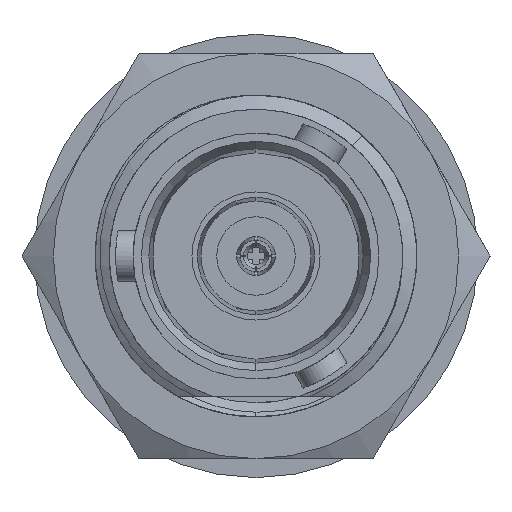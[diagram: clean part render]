
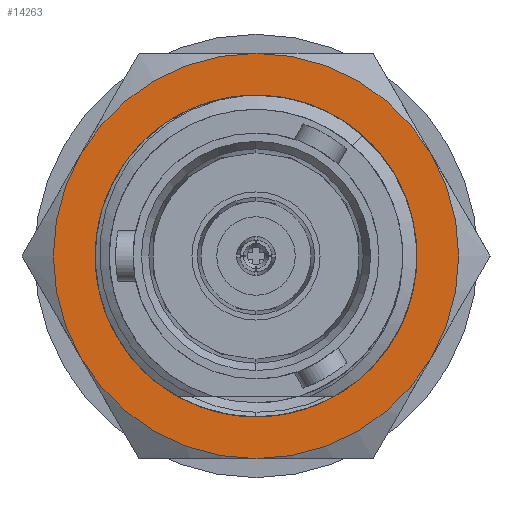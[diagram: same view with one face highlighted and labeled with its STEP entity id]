
A CAD part, left-side view. The second image highlights one B-rep face of the part: STEP entity #14263.
In plain terms, the highlighted face is planar.
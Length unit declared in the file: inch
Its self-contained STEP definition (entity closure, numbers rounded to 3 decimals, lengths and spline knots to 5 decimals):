
#850 = EDGE_CURVE ( 'NONE', #28780, #12644, #28018, .T. ) ;
#939 = CARTESIAN_POINT ( 'NONE',  ( 0.04921, -0.16474, -0.18805 ) ) ;
#2234 = DIRECTION ( 'NONE',  ( -1., 0., 0. ) ) ;
#2573 = CIRCLE ( 'NONE', #28655, 0.25 ) ;
#2577 = CARTESIAN_POINT ( 'NONE',  ( 0.04921, 0., 0. ) ) ;
#2621 = EDGE_CURVE ( 'NONE', #8336, #7195, #9583, .T. ) ;
#3098 = AXIS2_PLACEMENT_3D ( 'NONE', #13134, #22870, #20653 ) ;
#3246 = DIRECTION ( 'NONE',  ( 0., 0., 1. ) ) ;
#3269 = VERTEX_POINT ( 'NONE', #27425 ) ;
#3890 = EDGE_CURVE ( 'NONE', #25412, #8336, #30276, .T. ) ;
#3902 = CARTESIAN_POINT ( 'NONE',  ( 0.04921, 0., 0. ) ) ;
#4074 = ORIENTED_EDGE ( 'NONE', *, *, #2621, .F. ) ;
#4269 = VERTEX_POINT ( 'NONE', #13588 ) ;
#4277 = CARTESIAN_POINT ( 'NONE',  ( 0.04921, 0., -0.31496 ) ) ;
#4976 = CARTESIAN_POINT ( 'NONE',  ( 0.04921, -0.27276, 0.15748 ) ) ;
#5052 = CARTESIAN_POINT ( 'NONE',  ( 0.04921, 0.27276, 0.15748 ) ) ;
#5733 = CARTESIAN_POINT ( 'NONE',  ( 0.04921, -0.23757, -0.07843 ) ) ;
#5974 = ORIENTED_EDGE ( 'NONE', *, *, #8834, .T. ) ;
#6068 = CARTESIAN_POINT ( 'NONE',  ( 0.04921, -0.19204, -0.16119 ) ) ;
#6297 = ORIENTED_EDGE ( 'NONE', *, *, #10176, .F. ) ;
#6313 = CIRCLE ( 'NONE', #12301, 0.25 ) ;
#7195 = VERTEX_POINT ( 'NONE', #5052 ) ;
#7284 = CARTESIAN_POINT ( 'NONE',  ( 0.04921, 0., 0. ) ) ;
#7532 = CIRCLE ( 'NONE', #11840, 0.25 ) ;
#7651 = DIRECTION ( 'NONE',  ( -1., 0., 0. ) ) ;
#7862 = PLANE ( 'NONE',  #3098 ) ;
#8287 = CARTESIAN_POINT ( 'NONE',  ( 0.04921, 0., 0. ) ) ;
#8294 = CARTESIAN_POINT ( 'NONE',  ( 0.04921, -0.17913, -0.17544 ) ) ;
#8336 = VERTEX_POINT ( 'NONE', #33622 ) ;
#8490 = AXIS2_PLACEMENT_3D ( 'NONE', #21649, #27398, #14305 ) ;
#8834 = EDGE_CURVE ( 'NONE', #18316, #3269, #17349, .T. ) ;
#8939 = CARTESIAN_POINT ( 'NONE',  ( 0.04921, -0.23438, -0.08749 ) ) ;
#9583 = CIRCLE ( 'NONE', #25913, 0.31496 ) ;
#9906 = CARTESIAN_POINT ( 'NONE',  ( 0.04921, 0., 0. ) ) ;
#10140 = CARTESIAN_POINT ( 'NONE',  ( 0.04921, 0.27276, -0.15748 ) ) ;
#10176 = EDGE_CURVE ( 'NONE', #12644, #4269, #12397, .T. ) ;
#10565 = FACE_BOUND ( 'NONE', #22198, .T. ) ;
#10566 = CARTESIAN_POINT ( 'NONE',  ( 0.04921, 0., 0. ) ) ;
#10844 = DIRECTION ( 'NONE',  ( -1., 0., 0. ) ) ;
#11507 = CARTESIAN_POINT ( 'NONE',  ( 0.04921, -0.22343, -0.11374 ) ) ;
#11573 = DIRECTION ( 'NONE',  ( -1., 0., 0. ) ) ;
#11840 = AXIS2_PLACEMENT_3D ( 'NONE', #18426, #2234, #15363 ) ;
#12301 = AXIS2_PLACEMENT_3D ( 'NONE', #10566, #31535, #3246 ) ;
#12397 = CIRCLE ( 'NONE', #27603, 0.31496 ) ;
#12644 = VERTEX_POINT ( 'NONE', #4277 ) ;
#12794 = FACE_OUTER_BOUND ( 'NONE', #30885, .T. ) ;
#12951 = ORIENTED_EDGE ( 'NONE', *, *, #25492, .T. ) ;
#13134 = CARTESIAN_POINT ( 'NONE',  ( 0.04921, 0., 0. ) ) ;
#13294 = DIRECTION ( 'NONE',  ( 0., 0., 1. ) ) ;
#13574 = CARTESIAN_POINT ( 'NONE',  ( 0.04921, -0.2507, -0.00401 ) ) ;
#13588 = CARTESIAN_POINT ( 'NONE',  ( 0.04921, -0.27276, -0.15748 ) ) ;
#13736 = CARTESIAN_POINT ( 'NONE',  ( 0.04921, -0.24965, -0.02306 ) ) ;
#14263 = ADVANCED_FACE ( 'NONE', ( #10565, #12794 ), #7862, .T. ) ;
#14305 = DIRECTION ( 'NONE',  ( 0., 0., 1. ) ) ;
#14677 = VERTEX_POINT ( 'NONE', #29302 ) ;
#14839 = EDGE_CURVE ( 'NONE', #27100, #14677, #2573, .T. ) ;
#15363 = DIRECTION ( 'NONE',  ( 0., 0., 1. ) ) ;
#16124 = CARTESIAN_POINT ( 'NONE',  ( 0.04921, -0.24493, -0.05095 ) ) ;
#16899 = CARTESIAN_POINT ( 'NONE',  ( 0.04921, -0.16474, -0.18805 ) ) ;
#17349 = B_SPLINE_CURVE_WITH_KNOTS ( 'NONE', 3,
 ( #939, #8294, #6068, #31971, #11507, #8939, #5733, #24456, #16124, #13736, #13574, #32135 ),
 .UNSPECIFIED., .F., .F.,
 ( 4, 2, 2, 2, 2, 4 ),
 ( 0., 0.00146, 0.00291, 0.00364, 0.00437, 0.00583 ),
 .UNSPECIFIED. ) ;
#17671 = DIRECTION ( 'NONE',  ( -1., 0., 0. ) ) ;
#17860 = AXIS2_PLACEMENT_3D ( 'NONE', #2577, #20968, #13294 ) ;
#18038 = DIRECTION ( 'NONE',  ( 0., 0., 1. ) ) ;
#18316 = VERTEX_POINT ( 'NONE', #16899 ) ;
#18426 = CARTESIAN_POINT ( 'NONE',  ( 0.04921, 0., 0. ) ) ;
#18680 = DIRECTION ( 'NONE',  ( 0., 0., 1. ) ) ;
#18827 = CIRCLE ( 'NONE', #8490, 0.31496 ) ;
#20569 = CIRCLE ( 'NONE', #17860, 0.31496 ) ;
#20653 = DIRECTION ( 'NONE',  ( 0., 0., -1. ) ) ;
#20968 = DIRECTION ( 'NONE',  ( -1., 0., 0. ) ) ;
#21627 = ORIENTED_EDGE ( 'NONE', *, *, #14839, .T. ) ;
#21649 = CARTESIAN_POINT ( 'NONE',  ( 0.04921, 0., 0. ) ) ;
#22139 = DIRECTION ( 'NONE',  ( 0., 0., 1. ) ) ;
#22198 = EDGE_LOOP ( 'NONE', ( #5974, #12951, #21627, #31669 ) ) ;
#22870 = DIRECTION ( 'NONE',  ( 1., 0., 0. ) ) ;
#24456 = CARTESIAN_POINT ( 'NONE',  ( 0.04921, -0.24284, -0.06017 ) ) ;
#24472 = EDGE_CURVE ( 'NONE', #4269, #25412, #18827, .T. ) ;
#24864 = ORIENTED_EDGE ( 'NONE', *, *, #3890, .F. ) ;
#24883 = ORIENTED_EDGE ( 'NONE', *, *, #850, .F. ) ;
#25412 = VERTEX_POINT ( 'NONE', #4976 ) ;
#25492 = EDGE_CURVE ( 'NONE', #3269, #27100, #6313, .T. ) ;
#25913 = AXIS2_PLACEMENT_3D ( 'NONE', #7284, #17671, #28056 ) ;
#26147 = ORIENTED_EDGE ( 'NONE', *, *, #24472, .F. ) ;
#26627 = ORIENTED_EDGE ( 'NONE', *, *, #31830, .F. ) ;
#27100 = VERTEX_POINT ( 'NONE', #33410 ) ;
#27398 = DIRECTION ( 'NONE',  ( -1., 0., 0. ) ) ;
#27425 = CARTESIAN_POINT ( 'NONE',  ( 0.04921, -0.24954, 0.01508 ) ) ;
#27603 = AXIS2_PLACEMENT_3D ( 'NONE', #9906, #28135, #31032 ) ;
#28018 = CIRCLE ( 'NONE', #32378, 0.31496 ) ;
#28056 = DIRECTION ( 'NONE',  ( 0., 0., 1. ) ) ;
#28135 = DIRECTION ( 'NONE',  ( -1., 0., 0. ) ) ;
#28655 = AXIS2_PLACEMENT_3D ( 'NONE', #3902, #11573, #22139 ) ;
#28780 = VERTEX_POINT ( 'NONE', #10140 ) ;
#29302 = CARTESIAN_POINT ( 'NONE',  ( 0.04921, 0., -0.25 ) ) ;
#30276 = CIRCLE ( 'NONE', #31924, 0.31496 ) ;
#30885 = EDGE_LOOP ( 'NONE', ( #6297, #24883, #26627, #4074, #24864, #26147 ) ) ;
#30977 = CARTESIAN_POINT ( 'NONE',  ( 0.04921, 0., 0. ) ) ;
#31032 = DIRECTION ( 'NONE',  ( 0., 0., 1. ) ) ;
#31535 = DIRECTION ( 'NONE',  ( -1., 0., 0. ) ) ;
#31669 = ORIENTED_EDGE ( 'NONE', *, *, #31950, .T. ) ;
#31830 = EDGE_CURVE ( 'NONE', #7195, #28780, #20569, .T. ) ;
#31924 = AXIS2_PLACEMENT_3D ( 'NONE', #30977, #7651, #18038 ) ;
#31950 = EDGE_CURVE ( 'NONE', #14677, #18316, #7532, .T. ) ;
#31971 = CARTESIAN_POINT ( 'NONE',  ( 0.04921, -0.21425, -0.13023 ) ) ;
#32135 = CARTESIAN_POINT ( 'NONE',  ( 0.04921, -0.24954, 0.01508 ) ) ;
#32378 = AXIS2_PLACEMENT_3D ( 'NONE', #8287, #10844, #18680 ) ;
#33410 = CARTESIAN_POINT ( 'NONE',  ( 0.04921, 0., 0.25 ) ) ;
#33622 = CARTESIAN_POINT ( 'NONE',  ( 0.04921, 0., 0.31496 ) ) ;
